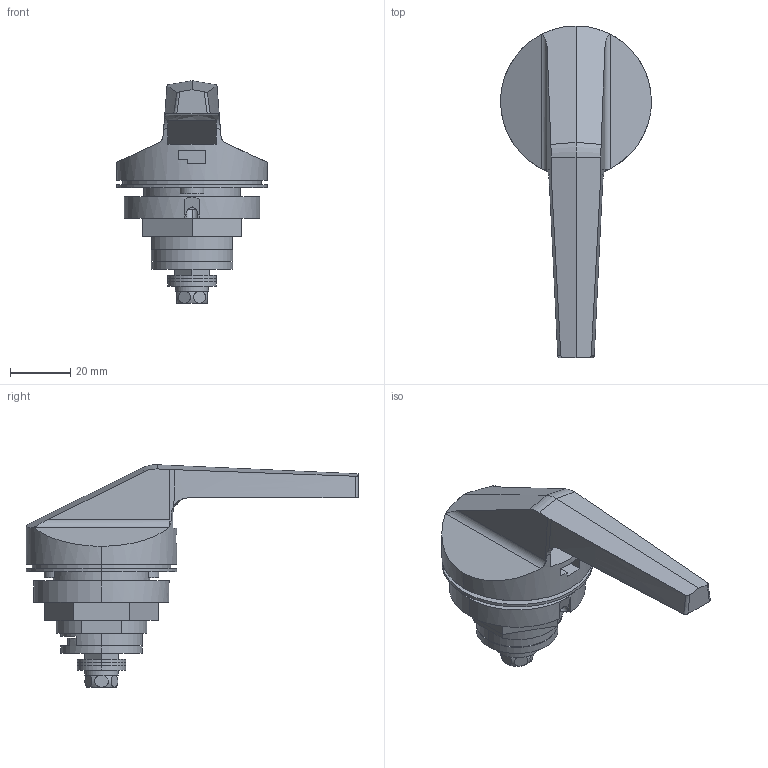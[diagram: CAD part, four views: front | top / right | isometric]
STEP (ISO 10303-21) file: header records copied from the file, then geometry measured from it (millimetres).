
FILE_DESCRIPTION (( 'STEP AP203' ), '1' );
FILE_NAME ('sone3D.STEP', '2013-12-03T02:10:31', ( '' ), ( '' ), 'SwSTEP 2.0', 'SolidWorks 2012', '' );
FILE_SCHEMA (( 'CONFIG_CONTROL_DESIGN' ));
Length unit declared in the file: millimetre
Products named in the file (11): sone3D; 十字穴付き六角ボルトM6; 暯儚僢僔儍乕M6暲娵_M6-冇16亊冇6.3亊t1.6; 僗僾儕儞僌儚僢僔儍乕M6_冇11亊冇6亊t1.6; 廫帤寠晅偒榋妏儃儖僩M6_M6亊15; A-290-2仩8僗儁乕僒乕_; A-290-2ストッパー_; A-290-2ナット_; A-290-2パッキン_; A-290-2受座_; A-290-2本体_
Assembly tree (11 placements, depth 3):
  sone3D
    A-290-2本体_
    A-290-2受座_
    A-290-2パッキン_
    A-290-2ナット_
    A-290-2ストッパー_
    A-290-2仩8僗儁乕僒乕_  x2
    十字穴付き六角ボルトM6
      廫帤寠晅偒榋妏儃儖僩M6_M6亊15
      僗僾儕儞僌儚僢僔儍乕M6_冇11亊冇6亊t1.6
      暯儚僢僔儍乕M6暲娵_M6-冇16亊冇6.3亊t1.6
Bounding box: 50 x 110 x 73.69 mm (x, y, z)
Volume: 56326.9 mm3; surface area: 36240.2 mm2
Topology: 10 solids, 10 shells, 269 faces, 640 edges, 410 vertices
Faces by surface type: plane 148, cylinder 95, bspline 11, cone 9, torus 6
Entity records: 9727 total; most frequent: CARTESIAN_POINT 2442, DIRECTION 1306, ORIENTED_EDGE 1240, EDGE_CURVE 620, AXIS2_PLACEMENT_3D 493, VERTEX_POINT 398, VECTOR 320, LINE 320
